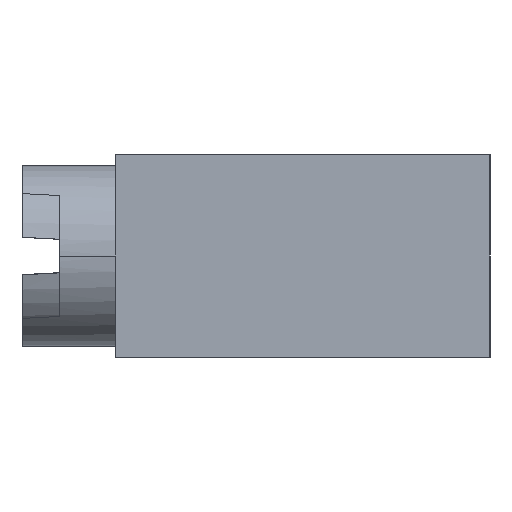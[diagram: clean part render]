
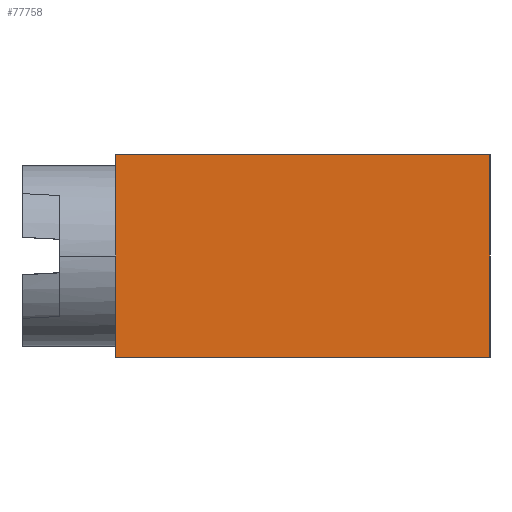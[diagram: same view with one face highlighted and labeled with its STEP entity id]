
A CAD part, left-side view. The second image highlights one B-rep face of the part: STEP entity #77758.
In plain terms, the highlighted planar face has unit normal (-1, 0, 0).
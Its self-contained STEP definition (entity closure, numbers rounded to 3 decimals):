
#4353 = VERTEX_POINT ( 'NONE', #58572 ) ;
#4363 = VERTEX_POINT ( 'NONE', #58621 ) ;
#4377 = VERTEX_POINT ( 'NONE', #58588 ) ;
#4402 = VERTEX_POINT ( 'NONE', #58617 ) ;
#19402 = ORIENTED_EDGE ( 'NONE', *, *, #78361, .F. ) ;
#19404 = ORIENTED_EDGE ( 'NONE', *, *, #78434, .T. ) ;
#19415 = ORIENTED_EDGE ( 'NONE', *, *, #78439, .F. ) ;
#19421 = ORIENTED_EDGE ( 'NONE', *, *, #78283, .F. ) ;
#26984 = PLANE ( 'NONE',  #44500 ) ;
#27039 = CARTESIAN_POINT ( 'NONE',  ( 0., 12., 0. ) ) ;
#27049 = DIRECTION ( 'NONE',  ( 1., 0., 0. ) ) ;
#27051 = FACE_OUTER_BOUND ( 'NONE', #30734, .T. ) ;
#27053 = DIRECTION ( 'NONE',  ( 0., 0., -1. ) ) ;
#30734 = EDGE_LOOP ( 'NONE', ( #19421, #19402, #19404, #19415 ) ) ;
#32416 = LINE ( 'NONE', #32450, #50575 ) ;
#32450 = CARTESIAN_POINT ( 'NONE',  ( 0., 12., -6.5 ) ) ;
#32498 = DIRECTION ( 'NONE',  ( 0., 0., 1. ) ) ;
#32922 = CARTESIAN_POINT ( 'NONE',  ( 0., 12., -6.5 ) ) ;
#32948 = LINE ( 'NONE', #32922, #50930 ) ;
#33049 = CARTESIAN_POINT ( 'NONE',  ( 0., 0., -6.5 ) ) ;
#33096 = LINE ( 'NONE', #33049, #50948 ) ;
#33105 = DIRECTION ( 'NONE',  ( 0., -1., 0. ) ) ;
#33120 = DIRECTION ( 'NONE',  ( 0., 0., -1. ) ) ;
#34010 = LINE ( 'NONE', #34012, #44272 ) ;
#34012 = CARTESIAN_POINT ( 'NONE',  ( 0., 12., 0. ) ) ;
#34019 = DIRECTION ( 'NONE',  ( 0., -1., 0. ) ) ;
#44272 = VECTOR ( 'NONE', #34019, 1000. ) ;
#44500 = AXIS2_PLACEMENT_3D ( 'NONE', #27039, #27049, #27053 ) ;
#50575 = VECTOR ( 'NONE', #32498, 1000. ) ;
#50930 = VECTOR ( 'NONE', #33105, 1000. ) ;
#50948 = VECTOR ( 'NONE', #33120, 1000. ) ;
#58572 = CARTESIAN_POINT ( 'NONE',  ( 0., 0., -6.5 ) ) ;
#58588 = CARTESIAN_POINT ( 'NONE',  ( 0., 12., 0. ) ) ;
#58617 = CARTESIAN_POINT ( 'NONE',  ( 0., 0., 0. ) ) ;
#58621 = CARTESIAN_POINT ( 'NONE',  ( 0., 12., -6.5 ) ) ;
#77758 = ADVANCED_FACE ( 'NONE', ( #27051 ), #26984, .F. ) ;
#78283 = EDGE_CURVE ( 'NONE', #4377, #4402, #34010, .T. ) ;
#78361 = EDGE_CURVE ( 'NONE', #4363, #4377, #32416, .T. ) ;
#78434 = EDGE_CURVE ( 'NONE', #4363, #4353, #32948, .T. ) ;
#78439 = EDGE_CURVE ( 'NONE', #4402, #4353, #33096, .T. ) ;
